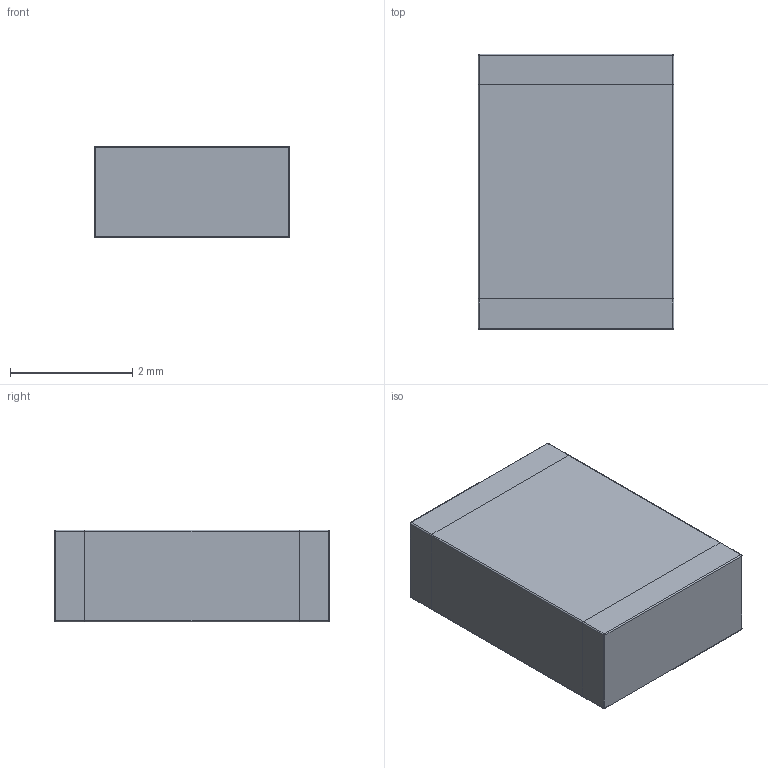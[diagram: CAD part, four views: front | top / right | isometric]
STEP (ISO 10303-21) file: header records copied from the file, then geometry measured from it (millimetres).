
FILE_DESCRIPTION(/* description */ (''),/* implementation_level */ '2;1');
FILE_NAME(/* name */ 'WE-CBF_1812.step',/* time_stamp */ '2024-03-10T14:19:32+09:00',/* author */ (''),/* organization */ (''),/* preprocessor_version */ 'ST-DEVELOPER v20',/* originating_system */ 'Autodesk Translation Framework v12.20.1.177',/* authorisation */ '');
FILE_SCHEMA (('AUTOMOTIVE_DESIGN { 1 0 10303 214 3 1 1 }'));
Length unit declared in the file: millimetre
Products named in the file (3): WE-CBF_1812; Lötende; 74279252
Assembly tree (3 placements, depth 2):
  WE-CBF_1812
    Lötende  x2
    74279252
Bounding box: 3.2 x 4.5 x 1.5 mm (x, y, z)
Volume: 21.6 mm3; surface area: 70.8 mm2
Topology: 3 solids, 3 shells, 46 faces, 104 edges, 56 vertices
Faces by surface type: cylinder 20, plane 18, sphere 8
Entity records: 885 total; most frequent: DIRECTION 152, CARTESIAN_POINT 130, ORIENTED_EDGE 120, EDGE_CURVE 60, AXIS2_PLACEMENT_3D 58, LINE 36, VECTOR 36, VERTEX_POINT 36
